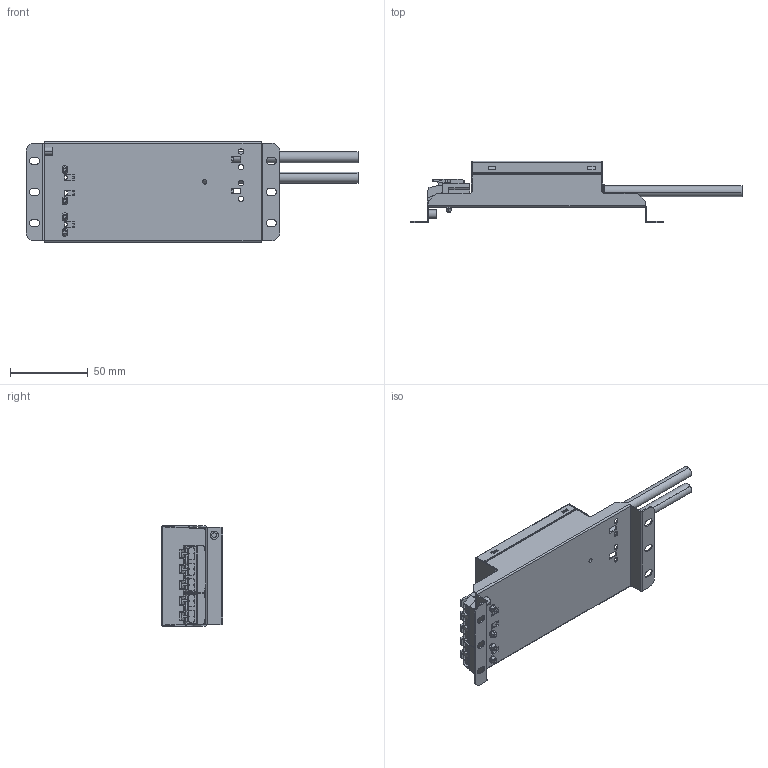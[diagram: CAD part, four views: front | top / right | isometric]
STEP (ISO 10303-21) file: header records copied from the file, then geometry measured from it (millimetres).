
FILE_DESCRIPTION (( 'STEP AP203' ), '1' );
FILE_NAME ('A8382 3Dͼ.STEP', '2022-07-21T06:25:23', ( 'm' ), ( 'N' ), 'SwSTEP 2.0', 'SolidWorks 2012', '' );
FILE_SCHEMA (( 'CONFIG_CONTROL_DESIGN' ));
Products named in the file (9): 堤盄A8335菁褲; 堤盄湍盓殤WAGO 3P 傷赽 294-5013; A8382 3Dͼ; 產玹杶奪; 堤盄A8335橈埽え; 堤盄NFC悵誘裔; 堤盄WAGO 2P 傷赽 294-5012; 出线30W单路底面出线30W智能电源PCB; 堤盄A8335奻裔
Assembly tree (9 placements, depth 2):
  A8382 3Dͼ
    堤盄A8335菁褲
    堤盄A8335奻裔
    出线30W单路底面出线30W智能电源PCB
    堤盄WAGO 2P 傷赽 294-5012
    堤盄NFC悵誘裔
    堤盄湍盓殤WAGO 3P 傷赽 294-5013
    堤盄A8335橈埽え
    產玹杶奪  x2
Bounding box: 213.3 x 39.3 x 64.5 mm (x, y, z)
Volume: 49176.4 mm3; surface area: 117265 mm2
Topology: 9 solids, 9 shells, 1742 faces, 4901 edges, 3202 vertices
Faces by surface type: plane 1094, cylinder 532, cone 98, bspline 14, torus 4
Entity records: 58078 total; most frequent: CARTESIAN_POINT 12192, ORIENTED_EDGE 9778, DIRECTION 8923, EDGE_CURVE 4889, LINE 3401, VECTOR 3401, VERTEX_POINT 3194, AXIS2_PLACEMENT_3D 2761
